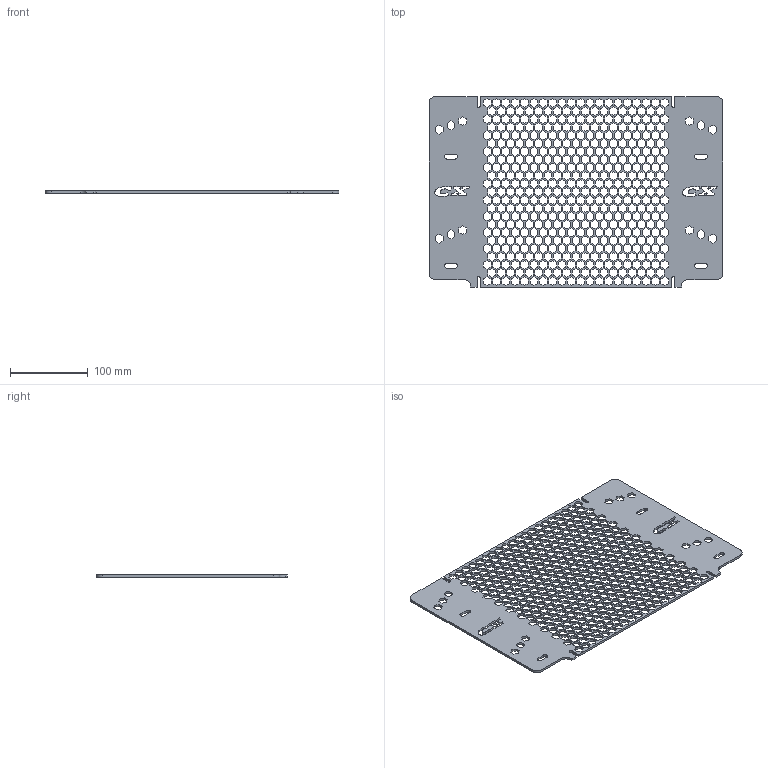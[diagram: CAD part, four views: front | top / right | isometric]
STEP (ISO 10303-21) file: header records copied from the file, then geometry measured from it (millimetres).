
FILE_DESCRIPTION (( 'STEP AP214' ), '1' );
FILE_NAME ('Carter_Radia_deplie.STEP', '2023-09-23T07:57:03', ( '' ), ( '' ), 'SwSTEP 2.0', 'SolidWorks 2022', '' );
FILE_SCHEMA (( 'AUTOMOTIVE_DESIGN' ));
Length unit declared in the file: millimetre
Products named in the file (1): Carter_Radia_deplie
Bounding box: 377 x 245 x 3 mm (x, y, z)
Volume: 150293.5 mm3; surface area: 153696.9 mm2
Topology: 1 solids, 1 shells, 2906 faces, 8712 edges, 5808 vertices
Faces by surface type: plane 2864, cylinder 22, bspline 20
Entity records: 98666 total; most frequent: CARTESIAN_POINT 18423, ORIENTED_EDGE 17424, DIRECTION 14490, EDGE_CURVE 8712, LINE 8628, VECTOR 8628, VERTEX_POINT 5808, EDGE_LOOP 3844
